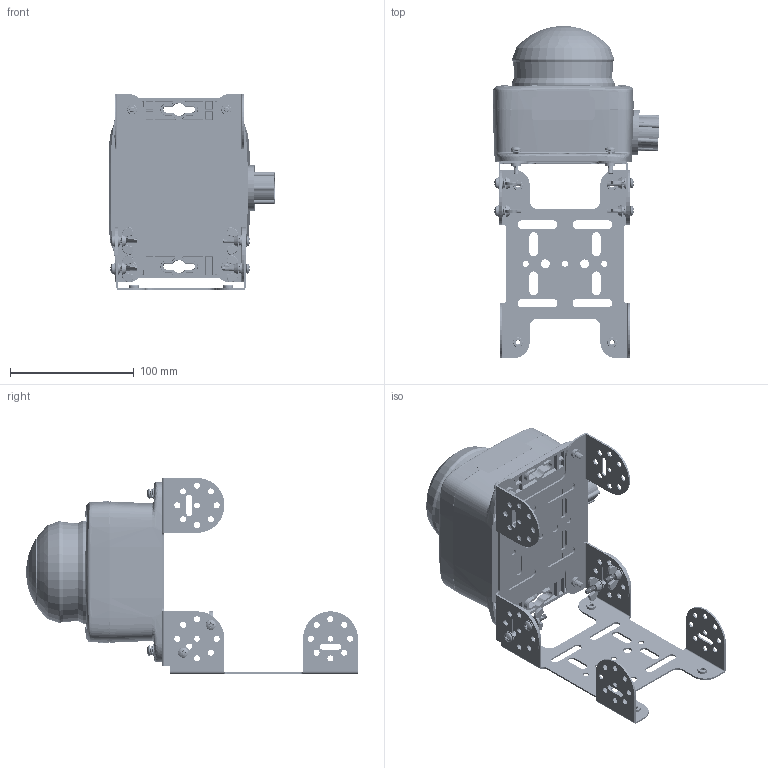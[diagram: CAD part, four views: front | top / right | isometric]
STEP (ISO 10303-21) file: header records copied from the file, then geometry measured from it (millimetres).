
FILE_DESCRIPTION (( 'STEP AP203' ), '1' );
FILE_NAME ('WSN-DPM-STEP-121719.STEP', '2019-12-17T19:55:01', ( '' ), ( '' ), 'SwSTEP 2.0', 'SolidWorks 2019', '' );
FILE_SCHEMA (( 'CONFIG_CONTROL_DESIGN' ));
Length unit declared in the file: inch
Products named in the file (18): SWREF-1000276-SCREWS-SS6-4_SCREWS-SS6-4; WSHR016_WSHR016; LBL075; sa1; swref-sensor-fdp-301-white; SWREF-1000276-SCREWS-SS6-32-1_SCREWS-SS6; NUT019_NUT019; SWREF-1000276-SIDE-ML-44BFN_ML-44BFN_15; 1000260; SWREF-1000276-GASKET-9_GASKET-9; SWREF-1000256-ML-44C_ML-44C_15-B0; WSHR015_WSHR015; SCR080_SCR080; swref-nipple-1000272; WSN-DPM-STEP-121719
Assembly tree (50 placements, depth 3):
  WSN-DPM-STEP-121719
    1000260  x2
    swref-nipple-1000272
    SWREF-1000276-SIDE-ML-44BFN_ML-44BFN_15
    SWREF-1000256-ML-44C_ML-44C_15-B0
    SWREF-1000276-GASKET-9_GASKET-9
    SWREF-1000276-SCREWS-SS6-4_SCREWS-SS6-4
      SWREF-1000276-SCREWS-SS6-32-1_SCREWS-SS6  x4
    swref-sensor-fdp-301-white
    SCR080_SCR080  x4
    WSHR016_WSHR016  x4
    WSHR015_WSHR015  x4
    LBL075  x2
    sa1
      SCR080_SCR080
      WSHR016_WSHR016  x2
      WSHR015_WSHR015
      NUT019_NUT019
    sa1
      SCR080_SCR080
      WSHR016_WSHR016  x2
      WSHR015_WSHR015
      NUT019_NUT019
    sa1
      SCR080_SCR080
      WSHR016_WSHR016  x2
      WSHR015_WSHR015
      NUT019_NUT019
    sa1
      SCR080_SCR080
      WSHR016_WSHR016  x2
      WSHR015_WSHR015
      NUT019_NUT019
Bounding box: 135.1 x 268.46 x 158.75 mm (x, y, z)
Volume: 466452.2 mm3; surface area: 242584.2 mm2
Topology: 53 solids, 53 shells, 4803 faces, 12782 edges, 8145 vertices
Faces by surface type: cylinder 2241, plane 1077, bspline 764, cone 581, torus 124, sphere 16
Entity records: 115044 total; most frequent: CARTESIAN_POINT 62628, ORIENTED_EDGE 11254, DIRECTION 9307, EDGE_CURVE 5627, VERTEX_POINT 3552, AXIS2_PLACEMENT_3D 3500, EDGE_LOOP 2441, VECTOR 2307
